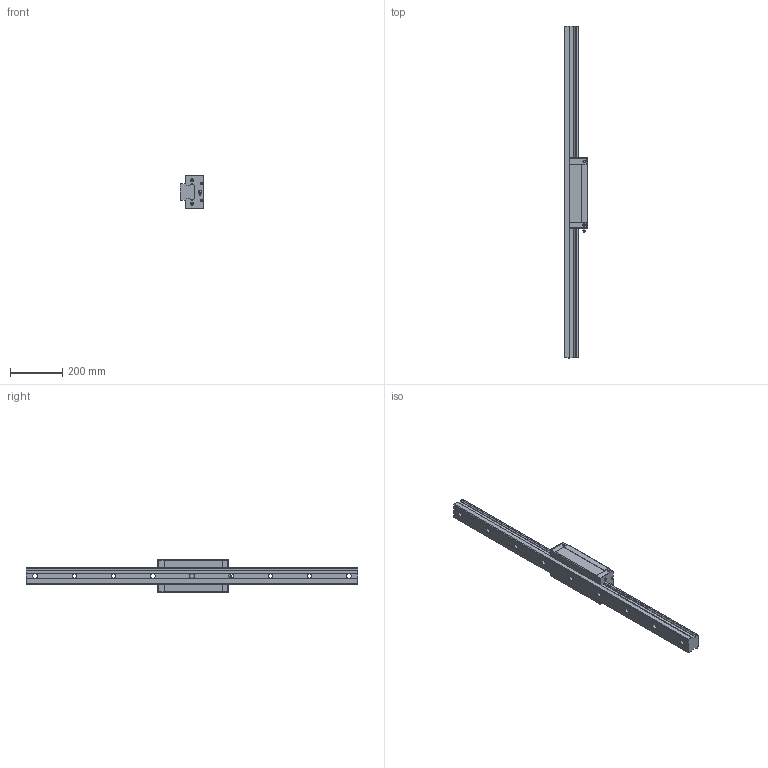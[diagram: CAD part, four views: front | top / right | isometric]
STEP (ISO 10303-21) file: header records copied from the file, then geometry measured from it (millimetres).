
FILE_DESCRIPTION (( 'STEP AP203' ), '1' );
FILE_NAME ('SBI 65 SLL.STEP', '2015-01-08T02:56:56', ( 'john' ), ( '' ), 'SwSTEP 2.0', 'SolidWorks 2013', '' );
FILE_SCHEMA (( 'CONFIG_CONTROL_DESIGN' ));
Length unit declared in the file: millimetre
Products named in the file (6): DEFAULT_4; DEFAULT_2; 4N; DEFAULT_3; SBI 65 SLL; DEFAULT_1
Assembly tree (7 placements, depth 2):
  SBI 65 SLL
    DEFAULT_1
    DEFAULT_2
    DEFAULT_3  x2
    DEFAULT_4  x2
    4N
Bounding box: 90 x 1270 x 126 mm (x, y, z)
Volume: 5583451.2 mm3; surface area: 530889.3 mm2
Topology: 7 solids, 7 shells, 518 faces, 1399 edges, 928 vertices
Faces by surface type: plane 303, cylinder 185, cone 17, bspline 8, sphere 3, torus 2
Full cylindrical faces by diameter (mm): 4.2 x4, 5.5 x4, 8.7 x4, 9.5 x8, 9.828 x1, 10 x5, 10.4 x4, 13.835 x4, 14 x2, 18 x9, 26 x9
Entity records: 11992 total; most frequent: CARTESIAN_POINT 2499, DIRECTION 1837, ORIENTED_EDGE 1774, EDGE_CURVE 887, AXIS2_PLACEMENT_3D 639, VERTEX_POINT 615, LINE 559, VECTOR 559
